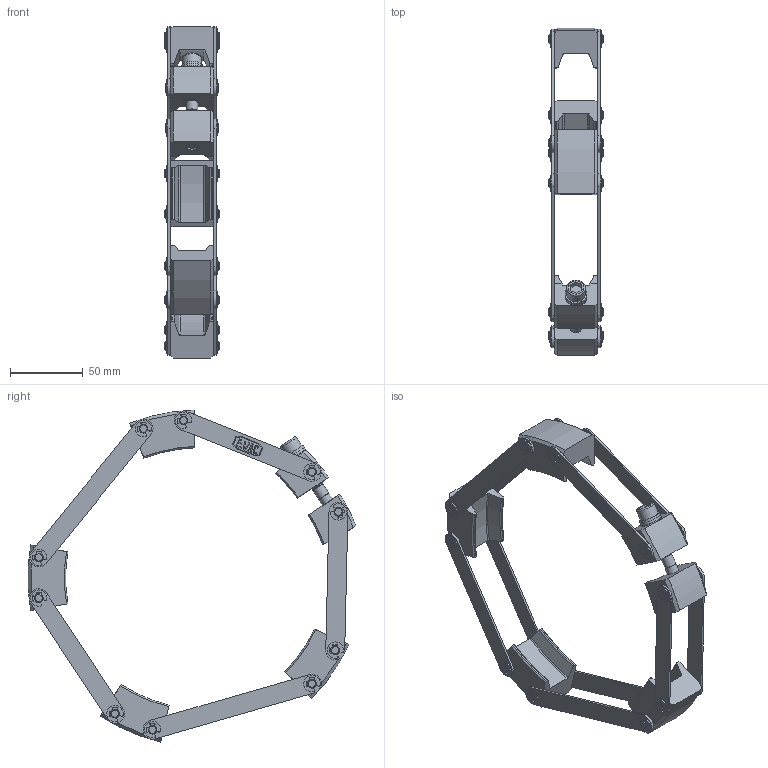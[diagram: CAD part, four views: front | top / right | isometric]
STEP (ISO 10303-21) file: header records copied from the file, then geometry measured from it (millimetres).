
FILE_DESCRIPTION(/* description */ (''),/* implementation_level */ '2;1');
FILE_NAME(/* name */ '30.160003.211.316',/* time_stamp */ '2018-07-24T15:07:05+02:00',/* author */ ('Murat Coskun Bicak'),/* organization */ ('Evac AG'),/* preprocessor_version */ 'ST-DEVELOPER v16.7',/* originating_system */ 'DEX',/* authorisation */ $);
FILE_SCHEMA (('AUTOMOTIVE_DESIGN {1 0 10303 214 3 1 1}'));
Length unit declared in the file: millimetre
Products named in the file (20): 30.160003.211.316; 03.221.000-IX; 03.040.095-IX; 03.040.114-IX; 03.222.000-IX; 03.223.000-IX; 03.061.003-IX; 03.050.006-IX; 00.1205.00-IX; 00.1008.02-IXMY; 00.1108.00-IX; 03.070.006-IXMY; 00.1408.00-IX; 00.5608.20-IX; Gravierung; Gravierung_2; Gravierung_3; Gravierung_4; Gravierung_5
Assembly tree (61 placements, depth 3):
  30.160003.211.316
    03.221.000-IX  x4
    03.040.095-IX  x6
    03.040.114-IX  x4
    03.222.000-IX
    03.223.000-IX
    03.061.003-IX  x4
    03.050.006-IX  x8
    00.1205.00-IX  x20
    00.1008.02-IXMY  x2
    00.1108.00-IX
    03.070.006-IXMY
    00.1408.00-IX
    00.5608.20-IX
    Gravierung  x2
      Gravierung
      Gravierung_2
      Gravierung_3
      Gravierung_4
      Gravierung_5
Bounding box: 37.1 x 225.02 x 227.96 mm (x, y, z)
Volume: 147006.7 mm3; surface area: 86465 mm2
Topology: 64 solids, 64 shells, 1755 faces, 4450 edges, 2863 vertices
Faces by surface type: plane 1018, cylinder 648, cone 64, torus 25
Full cylindrical faces by diameter (mm): 5 x20, 6 x55, 6.1 x8, 6.647 x1, 7 x1, 8 x4, 8.1 x1, 8.4 x4, 13 x1, 15 x3
Entity records: 14554 total; most frequent: CARTESIAN_POINT 2555, DIRECTION 2500, ORIENTED_EDGE 2200, EDGE_CURVE 1100, AXIS2_PLACEMENT_3D 939, VERTEX_POINT 732, LINE 622, VECTOR 622
